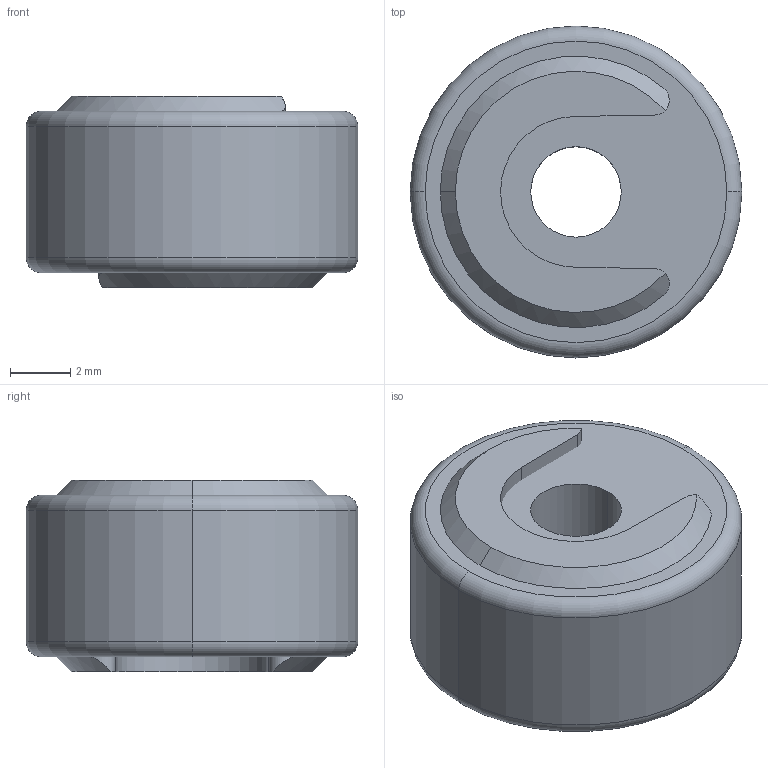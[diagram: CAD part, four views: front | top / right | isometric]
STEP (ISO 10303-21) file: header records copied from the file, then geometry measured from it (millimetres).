
FILE_DESCRIPTION (( 'STEP AP214' ), '1' );
FILE_NAME ('228-2500-143.STEP', '2014-03-06T18:41:30', ( '' ), ( '' ), 'SwSTEP 2.0', 'SolidWorks 2013', '' );
FILE_SCHEMA (( 'AUTOMOTIVE_DESIGN' ));
Length unit declared in the file: inch
Products named in the file (3): 228-2500-143-001 Rev2; 228-2500-143; 228-2500-143-002 Rev3
Assembly tree (2 placements, depth 2):
  228-2500-143
    228-2500-143-001 Rev2
    228-2500-143-002 Rev3
Bounding box: 11 x 11 x 6.35 mm (x, y, z)
Volume: 622 mm3; surface area: 672.4 mm2
Topology: 2 solids, 2 shells, 32 faces, 84 edges, 54 vertices
Faces by surface type: cylinder 14, plane 10, cone 4, torus 4
Entity records: 1156 total; most frequent: CARTESIAN_POINT 209, DIRECTION 194, ORIENTED_EDGE 168, EDGE_CURVE 84, AXIS2_PLACEMENT_3D 79, VERTEX_POINT 54, CIRCLE 42, VECTOR 36
